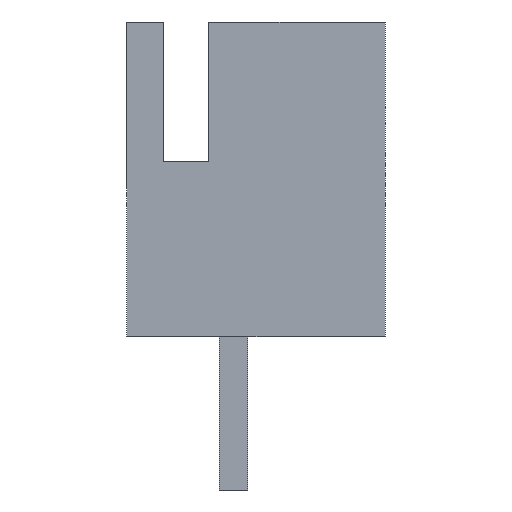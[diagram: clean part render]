
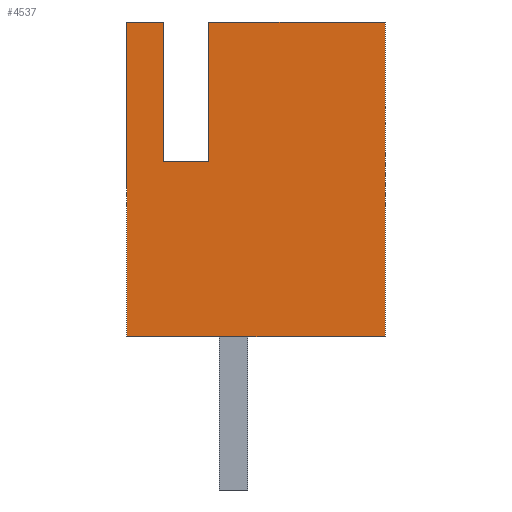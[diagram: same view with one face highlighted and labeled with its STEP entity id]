
A CAD part, left-side view. The second image highlights one B-rep face of the part: STEP entity #4537.
In plain terms, the highlighted planar face has unit normal (-1, 0, 0).
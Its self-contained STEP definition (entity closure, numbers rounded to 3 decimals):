
#72 = PLANE('',#73);
#73 = AXIS2_PLACEMENT_3D('',#74,#75,#76);
#74 = CARTESIAN_POINT('',(-2.45,2.375,-1.1));
#75 = DIRECTION('',(0.,0.,1.));
#76 = DIRECTION('',(0.,1.,0.));
#1117 = VERTEX_POINT('',#1118);
#1118 = CARTESIAN_POINT('',(-2.45,-3.375,-1.1));
#1132 = PLANE('',#1133);
#1133 = AXIS2_PLACEMENT_3D('',#1134,#1135,#1136);
#1134 = CARTESIAN_POINT('',(-2.45,-3.375,-1.1));
#1135 = DIRECTION('',(0.,1.,0.));
#1136 = DIRECTION('',(-1.,0.,0.));
#1144 = EDGE_CURVE('',#1145,#1117,#1147,.T.);
#1145 = VERTEX_POINT('',#1146);
#1146 = CARTESIAN_POINT('',(-2.45,2.375,-1.1));
#1147 = SURFACE_CURVE('',#1148,(#1152,#1159),.PCURVE_S1.);
#1148 = LINE('',#1149,#1150);
#1149 = CARTESIAN_POINT('',(-2.45,2.375,-1.1));
#1150 = VECTOR('',#1151,1.);
#1151 = DIRECTION('',(0.,-1.,0.));
#1152 = PCURVE('',#72,#1153);
#1153 = DEFINITIONAL_REPRESENTATION('',(#1154),#1158);
#1154 = LINE('',#1155,#1156);
#1155 = CARTESIAN_POINT('',(0.,0.));
#1156 = VECTOR('',#1157,1.);
#1157 = DIRECTION('',(-1.,0.));
#1158 = ( GEOMETRIC_REPRESENTATION_CONTEXT(2) 
PARAMETRIC_REPRESENTATION_CONTEXT() REPRESENTATION_CONTEXT('2D SPACE',''
  ) );
#1159 = PCURVE('',#1160,#1165);
#1160 = PLANE('',#1161);
#1161 = AXIS2_PLACEMENT_3D('',#1162,#1163,#1164);
#1162 = CARTESIAN_POINT('',(-2.45,2.375,5.9));
#1163 = DIRECTION('',(1.,0.,0.));
#1164 = DIRECTION('',(0.,1.,0.));
#1165 = DEFINITIONAL_REPRESENTATION('',(#1166),#1170);
#1166 = LINE('',#1167,#1168);
#1167 = CARTESIAN_POINT('',(0.,-7.));
#1168 = VECTOR('',#1169,1.);
#1169 = DIRECTION('',(-1.,0.));
#1170 = ( GEOMETRIC_REPRESENTATION_CONTEXT(2) 
PARAMETRIC_REPRESENTATION_CONTEXT() REPRESENTATION_CONTEXT('2D SPACE',''
  ) );
#1186 = PLANE('',#1187);
#1187 = AXIS2_PLACEMENT_3D('',#1188,#1189,#1190);
#1188 = CARTESIAN_POINT('',(-2.45,2.375,-1.1));
#1189 = DIRECTION('',(0.,-1.,0.));
#1190 = DIRECTION('',(1.,0.,0.));
#4171 = VERTEX_POINT('',#4172);
#4172 = CARTESIAN_POINT('',(-2.45,-3.375,5.9));
#4186 = PLANE('',#4187);
#4187 = AXIS2_PLACEMENT_3D('',#4188,#4189,#4190);
#4188 = CARTESIAN_POINT('',(-2.45,0.55,5.9));
#4189 = DIRECTION('',(0.,0.,-1.));
#4190 = DIRECTION('',(0.,-1.,0.));
#4198 = EDGE_CURVE('',#1117,#4171,#4199,.T.);
#4199 = SURFACE_CURVE('',#4200,(#4204,#4211),.PCURVE_S1.);
#4200 = LINE('',#4201,#4202);
#4201 = CARTESIAN_POINT('',(-2.45,-3.375,-1.1));
#4202 = VECTOR('',#4203,1.);
#4203 = DIRECTION('',(0.,0.,1.));
#4204 = PCURVE('',#1132,#4205);
#4205 = DEFINITIONAL_REPRESENTATION('',(#4206),#4210);
#4206 = LINE('',#4207,#4208);
#4207 = CARTESIAN_POINT('',(0.,0.));
#4208 = VECTOR('',#4209,1.);
#4209 = DIRECTION('',(0.,1.));
#4210 = ( GEOMETRIC_REPRESENTATION_CONTEXT(2) 
PARAMETRIC_REPRESENTATION_CONTEXT() REPRESENTATION_CONTEXT('2D SPACE',''
  ) );
#4211 = PCURVE('',#1160,#4212);
#4212 = DEFINITIONAL_REPRESENTATION('',(#4213),#4217);
#4213 = LINE('',#4214,#4215);
#4214 = CARTESIAN_POINT('',(-5.75,-7.));
#4215 = VECTOR('',#4216,1.);
#4216 = DIRECTION('',(0.,1.));
#4217 = ( GEOMETRIC_REPRESENTATION_CONTEXT(2) 
PARAMETRIC_REPRESENTATION_CONTEXT() REPRESENTATION_CONTEXT('2D SPACE',''
  ) );
#4290 = PLANE('',#4291);
#4291 = AXIS2_PLACEMENT_3D('',#4292,#4293,#4294);
#4292 = CARTESIAN_POINT('',(-2.45,1.55,5.9));
#4293 = DIRECTION('',(0.,1.,0.));
#4294 = DIRECTION('',(0.,0.,-1.));
#4537 = ADVANCED_FACE('',(#4538),#1160,.F.);
#4538 = FACE_BOUND('',#4539,.T.);
#4539 = EDGE_LOOP('',(#4540,#4563,#4564,#4565,#4588,#4616,#4644,#4667));
#4540 = ORIENTED_EDGE('',*,*,#4541,.T.);
#4541 = EDGE_CURVE('',#4542,#1145,#4544,.T.);
#4542 = VERTEX_POINT('',#4543);
#4543 = CARTESIAN_POINT('',(-2.45,2.375,5.9));
#4544 = SURFACE_CURVE('',#4545,(#4549,#4556),.PCURVE_S1.);
#4545 = LINE('',#4546,#4547);
#4546 = CARTESIAN_POINT('',(-2.45,2.375,-1.1));
#4547 = VECTOR('',#4548,1.);
#4548 = DIRECTION('',(0.,0.,-1.));
#4549 = PCURVE('',#1160,#4550);
#4550 = DEFINITIONAL_REPRESENTATION('',(#4551),#4555);
#4551 = LINE('',#4552,#4553);
#4552 = CARTESIAN_POINT('',(0.,-7.));
#4553 = VECTOR('',#4554,1.);
#4554 = DIRECTION('',(0.,-1.));
#4555 = ( GEOMETRIC_REPRESENTATION_CONTEXT(2) 
PARAMETRIC_REPRESENTATION_CONTEXT() REPRESENTATION_CONTEXT('2D SPACE',''
  ) );
#4556 = PCURVE('',#1186,#4557);
#4557 = DEFINITIONAL_REPRESENTATION('',(#4558),#4562);
#4558 = LINE('',#4559,#4560);
#4559 = CARTESIAN_POINT('',(0.,0.));
#4560 = VECTOR('',#4561,1.);
#4561 = DIRECTION('',(0.,-1.));
#4562 = ( GEOMETRIC_REPRESENTATION_CONTEXT(2) 
PARAMETRIC_REPRESENTATION_CONTEXT() REPRESENTATION_CONTEXT('2D SPACE',''
  ) );
#4563 = ORIENTED_EDGE('',*,*,#1144,.T.);
#4564 = ORIENTED_EDGE('',*,*,#4198,.T.);
#4565 = ORIENTED_EDGE('',*,*,#4566,.T.);
#4566 = EDGE_CURVE('',#4171,#4567,#4569,.T.);
#4567 = VERTEX_POINT('',#4568);
#4568 = CARTESIAN_POINT('',(-2.45,0.55,5.9));
#4569 = SURFACE_CURVE('',#4570,(#4574,#4581),.PCURVE_S1.);
#4570 = LINE('',#4571,#4572);
#4571 = CARTESIAN_POINT('',(-2.45,0.55,5.9));
#4572 = VECTOR('',#4573,1.);
#4573 = DIRECTION('',(0.,1.,0.));
#4574 = PCURVE('',#1160,#4575);
#4575 = DEFINITIONAL_REPRESENTATION('',(#4576),#4580);
#4576 = LINE('',#4577,#4578);
#4577 = CARTESIAN_POINT('',(-1.825,0.));
#4578 = VECTOR('',#4579,1.);
#4579 = DIRECTION('',(1.,0.));
#4580 = ( GEOMETRIC_REPRESENTATION_CONTEXT(2) 
PARAMETRIC_REPRESENTATION_CONTEXT() REPRESENTATION_CONTEXT('2D SPACE',''
  ) );
#4581 = PCURVE('',#4186,#4582);
#4582 = DEFINITIONAL_REPRESENTATION('',(#4583),#4587);
#4583 = LINE('',#4584,#4585);
#4584 = CARTESIAN_POINT('',(0.,0.));
#4585 = VECTOR('',#4586,1.);
#4586 = DIRECTION('',(-1.,0.));
#4587 = ( GEOMETRIC_REPRESENTATION_CONTEXT(2) 
PARAMETRIC_REPRESENTATION_CONTEXT() REPRESENTATION_CONTEXT('2D SPACE',''
  ) );
#4588 = ORIENTED_EDGE('',*,*,#4589,.T.);
#4589 = EDGE_CURVE('',#4567,#4590,#4592,.T.);
#4590 = VERTEX_POINT('',#4591);
#4591 = CARTESIAN_POINT('',(-2.45,0.55,2.8));
#4592 = SURFACE_CURVE('',#4593,(#4597,#4604),.PCURVE_S1.);
#4593 = LINE('',#4594,#4595);
#4594 = CARTESIAN_POINT('',(-2.45,0.55,2.8));
#4595 = VECTOR('',#4596,1.);
#4596 = DIRECTION('',(0.,0.,-1.));
#4597 = PCURVE('',#1160,#4598);
#4598 = DEFINITIONAL_REPRESENTATION('',(#4599),#4603);
#4599 = LINE('',#4600,#4601);
#4600 = CARTESIAN_POINT('',(-1.825,-3.1));
#4601 = VECTOR('',#4602,1.);
#4602 = DIRECTION('',(0.,-1.));
#4603 = ( GEOMETRIC_REPRESENTATION_CONTEXT(2) 
PARAMETRIC_REPRESENTATION_CONTEXT() REPRESENTATION_CONTEXT('2D SPACE',''
  ) );
#4604 = PCURVE('',#4605,#4610);
#4605 = PLANE('',#4606);
#4606 = AXIS2_PLACEMENT_3D('',#4607,#4608,#4609);
#4607 = CARTESIAN_POINT('',(-2.45,0.55,2.8));
#4608 = DIRECTION('',(0.,-1.,0.));
#4609 = DIRECTION('',(1.,0.,0.));
#4610 = DEFINITIONAL_REPRESENTATION('',(#4611),#4615);
#4611 = LINE('',#4612,#4613);
#4612 = CARTESIAN_POINT('',(0.,0.));
#4613 = VECTOR('',#4614,1.);
#4614 = DIRECTION('',(0.,-1.));
#4615 = ( GEOMETRIC_REPRESENTATION_CONTEXT(2) 
PARAMETRIC_REPRESENTATION_CONTEXT() REPRESENTATION_CONTEXT('2D SPACE',''
  ) );
#4616 = ORIENTED_EDGE('',*,*,#4617,.T.);
#4617 = EDGE_CURVE('',#4590,#4618,#4620,.T.);
#4618 = VERTEX_POINT('',#4619);
#4619 = CARTESIAN_POINT('',(-2.45,1.55,2.8));
#4620 = SURFACE_CURVE('',#4621,(#4625,#4632),.PCURVE_S1.);
#4621 = LINE('',#4622,#4623);
#4622 = CARTESIAN_POINT('',(-2.45,1.55,2.8));
#4623 = VECTOR('',#4624,1.);
#4624 = DIRECTION('',(0.,1.,0.));
#4625 = PCURVE('',#1160,#4626);
#4626 = DEFINITIONAL_REPRESENTATION('',(#4627),#4631);
#4627 = LINE('',#4628,#4629);
#4628 = CARTESIAN_POINT('',(-0.825,-3.1));
#4629 = VECTOR('',#4630,1.);
#4630 = DIRECTION('',(1.,0.));
#4631 = ( GEOMETRIC_REPRESENTATION_CONTEXT(2) 
PARAMETRIC_REPRESENTATION_CONTEXT() REPRESENTATION_CONTEXT('2D SPACE',''
  ) );
#4632 = PCURVE('',#4633,#4638);
#4633 = PLANE('',#4634);
#4634 = AXIS2_PLACEMENT_3D('',#4635,#4636,#4637);
#4635 = CARTESIAN_POINT('',(-2.45,1.55,2.8));
#4636 = DIRECTION('',(0.,0.,-1.));
#4637 = DIRECTION('',(0.,-1.,0.));
#4638 = DEFINITIONAL_REPRESENTATION('',(#4639),#4643);
#4639 = LINE('',#4640,#4641);
#4640 = CARTESIAN_POINT('',(0.,0.));
#4641 = VECTOR('',#4642,1.);
#4642 = DIRECTION('',(-1.,0.));
#4643 = ( GEOMETRIC_REPRESENTATION_CONTEXT(2) 
PARAMETRIC_REPRESENTATION_CONTEXT() REPRESENTATION_CONTEXT('2D SPACE',''
  ) );
#4644 = ORIENTED_EDGE('',*,*,#4645,.T.);
#4645 = EDGE_CURVE('',#4618,#4646,#4648,.T.);
#4646 = VERTEX_POINT('',#4647);
#4647 = CARTESIAN_POINT('',(-2.45,1.55,5.9));
#4648 = SURFACE_CURVE('',#4649,(#4653,#4660),.PCURVE_S1.);
#4649 = LINE('',#4650,#4651);
#4650 = CARTESIAN_POINT('',(-2.45,1.55,5.9));
#4651 = VECTOR('',#4652,1.);
#4652 = DIRECTION('',(0.,0.,1.));
#4653 = PCURVE('',#1160,#4654);
#4654 = DEFINITIONAL_REPRESENTATION('',(#4655),#4659);
#4655 = LINE('',#4656,#4657);
#4656 = CARTESIAN_POINT('',(-0.825,0.));
#4657 = VECTOR('',#4658,1.);
#4658 = DIRECTION('',(0.,1.));
#4659 = ( GEOMETRIC_REPRESENTATION_CONTEXT(2) 
PARAMETRIC_REPRESENTATION_CONTEXT() REPRESENTATION_CONTEXT('2D SPACE',''
  ) );
#4660 = PCURVE('',#4290,#4661);
#4661 = DEFINITIONAL_REPRESENTATION('',(#4662),#4666);
#4662 = LINE('',#4663,#4664);
#4663 = CARTESIAN_POINT('',(0.,0.));
#4664 = VECTOR('',#4665,1.);
#4665 = DIRECTION('',(-1.,0.));
#4666 = ( GEOMETRIC_REPRESENTATION_CONTEXT(2) 
PARAMETRIC_REPRESENTATION_CONTEXT() REPRESENTATION_CONTEXT('2D SPACE',''
  ) );
#4667 = ORIENTED_EDGE('',*,*,#4668,.T.);
#4668 = EDGE_CURVE('',#4646,#4542,#4669,.T.);
#4669 = SURFACE_CURVE('',#4670,(#4674,#4681),.PCURVE_S1.);
#4670 = LINE('',#4671,#4672);
#4671 = CARTESIAN_POINT('',(-2.45,2.375,5.9));
#4672 = VECTOR('',#4673,1.);
#4673 = DIRECTION('',(0.,1.,0.));
#4674 = PCURVE('',#1160,#4675);
#4675 = DEFINITIONAL_REPRESENTATION('',(#4676),#4680);
#4676 = LINE('',#4677,#4678);
#4677 = CARTESIAN_POINT('',(0.,0.));
#4678 = VECTOR('',#4679,1.);
#4679 = DIRECTION('',(1.,0.));
#4680 = ( GEOMETRIC_REPRESENTATION_CONTEXT(2) 
PARAMETRIC_REPRESENTATION_CONTEXT() REPRESENTATION_CONTEXT('2D SPACE',''
  ) );
#4681 = PCURVE('',#4682,#4687);
#4682 = PLANE('',#4683);
#4683 = AXIS2_PLACEMENT_3D('',#4684,#4685,#4686);
#4684 = CARTESIAN_POINT('',(-2.45,2.375,5.9));
#4685 = DIRECTION('',(0.,0.,-1.));
#4686 = DIRECTION('',(0.,-1.,0.));
#4687 = DEFINITIONAL_REPRESENTATION('',(#4688),#4692);
#4688 = LINE('',#4689,#4690);
#4689 = CARTESIAN_POINT('',(0.,0.));
#4690 = VECTOR('',#4691,1.);
#4691 = DIRECTION('',(-1.,0.));
#4692 = ( GEOMETRIC_REPRESENTATION_CONTEXT(2) 
PARAMETRIC_REPRESENTATION_CONTEXT() REPRESENTATION_CONTEXT('2D SPACE',''
  ) );
